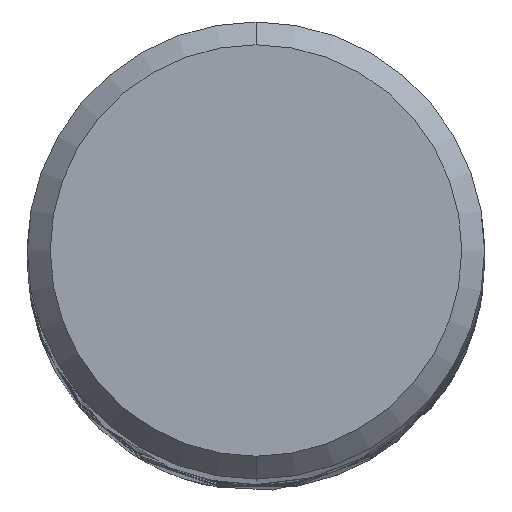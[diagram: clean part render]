
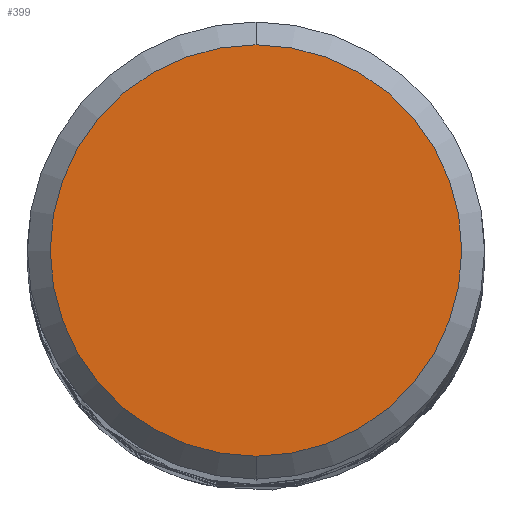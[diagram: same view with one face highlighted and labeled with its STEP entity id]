
A CAD part, top view. The second image highlights one B-rep face of the part: STEP entity #399.
In plain terms, the highlighted planar face has unit normal (0, 0, 1).
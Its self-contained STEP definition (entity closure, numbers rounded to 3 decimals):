
#399=ADVANCED_FACE('',(#1034),#1035,.T.);
#463=VERTEX_POINT('',#1105);
#661=EDGE_CURVE('',#463,#885,#1318,.T.);
#885=VERTEX_POINT('',#1563);
#895=EDGE_CURVE('',#885,#463,#1574,.T.);
#1034=FACE_OUTER_BOUND('',#1822,.T.);
#1035=PLANE('',#1823);
#1105=CARTESIAN_POINT('',(0.0,3.6,0.0));
#1318=CIRCLE('',#4601,3.6);
#1563=CARTESIAN_POINT('',(0.,-3.6,0.0));
#1574=CIRCLE('',#9236,3.6);
#1822=EDGE_LOOP('',(#9556,#9557));
#1823=AXIS2_PLACEMENT_3D('',#9558,#9559,#9560);
#4601=AXIS2_PLACEMENT_3D('',#9819,#9820,#9821);
#9236=AXIS2_PLACEMENT_3D('',#10098,#10099,#10100);
#9556=ORIENTED_EDGE('',*,*,#661,.F.);
#9557=ORIENTED_EDGE('',*,*,#895,.F.);
#9558=CARTESIAN_POINT('',(0.0,1.8,0.0));
#9559=DIRECTION('',(-0.0,0.0,1.0));
#9560=DIRECTION('',(0.0,-1.0,0.0));
#9819=CARTESIAN_POINT('',(0.0,0.0,0.0));
#9820=DIRECTION('',(0.0,0.0,-1.0));
#9821=DIRECTION('',(0.0,1.0,0.0));
#10098=CARTESIAN_POINT('',(0.0,0.0,0.0));
#10099=DIRECTION('',(0.0,0.0,-1.0));
#10100=DIRECTION('',(0.0,1.0,0.0));
